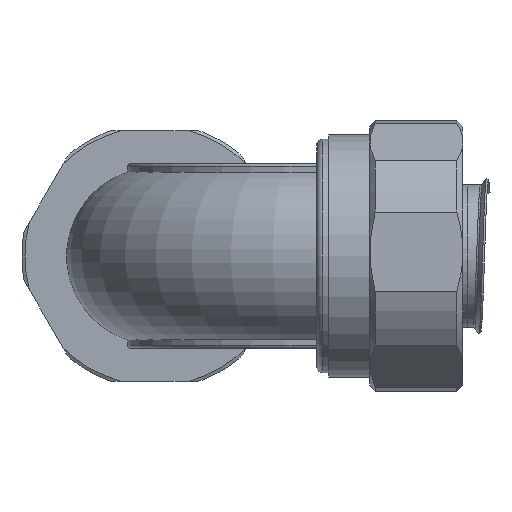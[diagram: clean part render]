
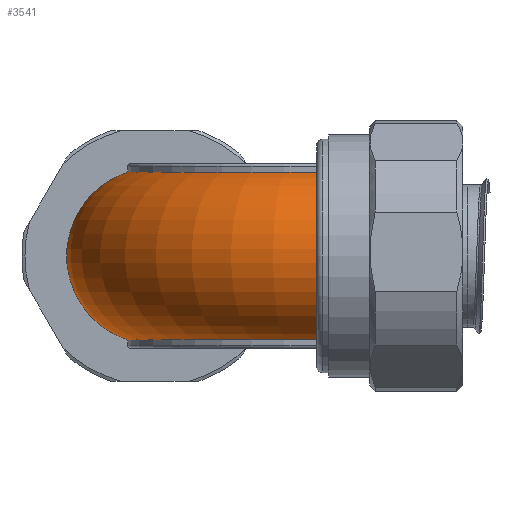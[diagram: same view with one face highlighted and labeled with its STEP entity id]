
A CAD part, left-side view. The second image highlights one B-rep face of the part: STEP entity #3541.
In plain terms, the highlighted toroidal (fillet/blend) face has major radius 26.925 mm and minor radius 14.65 mm.
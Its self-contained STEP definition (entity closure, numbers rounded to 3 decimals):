
#110=TOROIDAL_SURFACE('',#3930,26.925,14.65);
#1045=FACE_OUTER_BOUND('',#1253,.T.);
#1253=EDGE_LOOP('',(#3261,#3262,#3263,#3264));
#1409=CIRCLE('',#3883,31.425);
#1424=CIRCLE('',#3905,14.65);
#1431=CIRCLE('',#3927,14.65);
#1432=CIRCLE('',#3929,31.425);
#1737=VERTEX_POINT('',#7329);
#1738=VERTEX_POINT('',#7331);
#1757=VERTEX_POINT('',#7386);
#1763=VERTEX_POINT('',#7428);
#2222=EDGE_CURVE('',#1737,#1738,#1409,.T.);
#2252=EDGE_CURVE('',#1757,#1737,#1424,.T.);
#2272=EDGE_CURVE('',#1738,#1763,#1431,.T.);
#2274=EDGE_CURVE('',#1757,#1763,#1432,.T.);
#3261=ORIENTED_EDGE('',*,*,#2252,.F.);
#3262=ORIENTED_EDGE('',*,*,#2274,.T.);
#3263=ORIENTED_EDGE('',*,*,#2272,.F.);
#3264=ORIENTED_EDGE('',*,*,#2222,.F.);
#3541=ADVANCED_FACE('',(#1045),#110,.T.);
#3883=AXIS2_PLACEMENT_3D('',#7332,#4680,#4681);
#3905=AXIS2_PLACEMENT_3D('',#7388,#4739,#4740);
#3927=AXIS2_PLACEMENT_3D('',#7429,#4796,#4797);
#3929=AXIS2_PLACEMENT_3D('',#7432,#4801,#4802);
#3930=AXIS2_PLACEMENT_3D('',#7433,#4803,#4804);
#4680=DIRECTION('center_axis',(0.,0.,1.));
#4681=DIRECTION('ref_axis',(0.,1.,0.));
#4739=DIRECTION('center_axis',(1.,0.,0.));
#4740=DIRECTION('ref_axis',(0.,1.,0.));
#4796=DIRECTION('center_axis',(0.,-1.,0.));
#4797=DIRECTION('ref_axis',(0.307,0.,-0.952));
#4801=DIRECTION('center_axis',(0.,0.,1.));
#4802=DIRECTION('ref_axis',(0.,1.,0.));
#4803=DIRECTION('center_axis',(0.,0.,1.));
#4804=DIRECTION('ref_axis',(1.,0.,0.));
#7329=CARTESIAN_POINT('',(0.,4.5,13.942));
#7331=CARTESIAN_POINT('',(-31.425,-26.925,13.942));
#7332=CARTESIAN_POINT('Origin',(0.,-26.925,13.942));
#7386=CARTESIAN_POINT('',(0.,4.5,-13.942));
#7388=CARTESIAN_POINT('Origin',(0.,0.,0.));
#7428=CARTESIAN_POINT('',(-31.425,-26.925,-13.942));
#7429=CARTESIAN_POINT('Origin',(-26.925,-26.925,0.));
#7432=CARTESIAN_POINT('Origin',(0.,-26.925,-13.942));
#7433=CARTESIAN_POINT('Origin',(0.,-26.925,0.));
